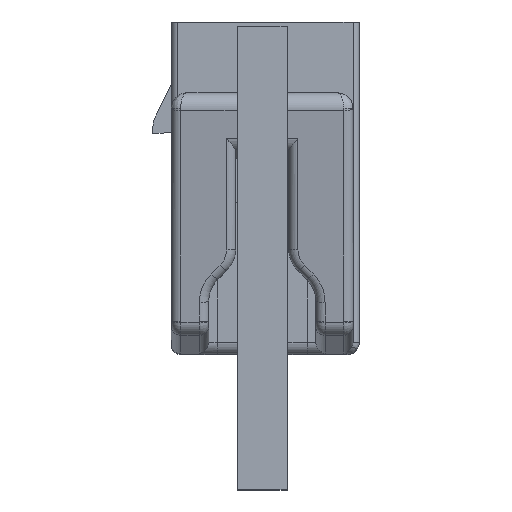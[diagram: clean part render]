
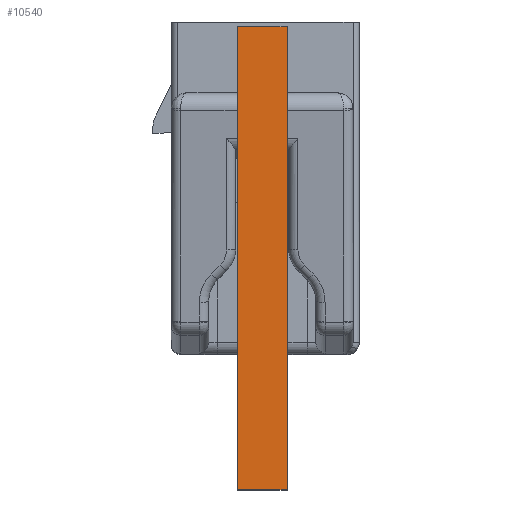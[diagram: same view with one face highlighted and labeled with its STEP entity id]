
A CAD part, left-side view. The second image highlights one B-rep face of the part: STEP entity #10540.
In plain terms, the highlighted planar face has unit normal (-1, 0, 0).
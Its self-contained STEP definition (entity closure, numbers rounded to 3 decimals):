
#884 = CARTESIAN_POINT ( 'NONE',  ( -5.67, 0., -4.35 ) ) ;
#905 = DIRECTION ( 'NONE',  ( 0., 0., 1. ) ) ;
#1167 = LINE ( 'NONE', #13768, #16004 ) ;
#1566 = EDGE_CURVE ( 'NONE', #6213, #12351, #12697, .T. ) ;
#1693 = DIRECTION ( 'NONE',  ( 1., 0., 0. ) ) ;
#2002 = CARTESIAN_POINT ( 'NONE',  ( -5.67, 0., -4.35 ) ) ;
#2299 = DIRECTION ( 'NONE',  ( 0., 0., 1. ) ) ;
#2557 = CARTESIAN_POINT ( 'NONE',  ( -5.67, 0., -4.35 ) ) ;
#3152 = ORIENTED_EDGE ( 'NONE', *, *, #16233, .T. ) ;
#3876 = CARTESIAN_POINT ( 'NONE',  ( -5.67, -1.6, -4.35 ) ) ;
#4167 = CARTESIAN_POINT ( 'NONE',  ( -5.67, 0., 10.55 ) ) ;
#4176 = VERTEX_POINT ( 'NONE', #11895 ) ;
#5944 = ORIENTED_EDGE ( 'NONE', *, *, #1566, .T. ) ;
#6213 = VERTEX_POINT ( 'NONE', #2002 ) ;
#6581 = EDGE_LOOP ( 'NONE', ( #3152, #14048, #11239, #5944 ) ) ;
#8833 = VECTOR ( 'NONE', #14258, 1000. ) ;
#10134 = VECTOR ( 'NONE', #905, 1000. ) ;
#10154 = PLANE ( 'NONE',  #15923 ) ;
#10278 = CARTESIAN_POINT ( 'NONE',  ( -5.67, 0., -4.35 ) ) ;
#10540 = ADVANCED_FACE ( 'NONE', ( #17332 ), #10154, .F. ) ;
#10988 = DIRECTION ( 'NONE',  ( 0., -1., 0. ) ) ;
#11239 = ORIENTED_EDGE ( 'NONE', *, *, #16733, .F. ) ;
#11743 = DIRECTION ( 'NONE',  ( 0., 0., -1. ) ) ;
#11895 = CARTESIAN_POINT ( 'NONE',  ( -5.67, -1.6, 10.55 ) ) ;
#12351 = VERTEX_POINT ( 'NONE', #3876 ) ;
#12697 = LINE ( 'NONE', #2557, #8833 ) ;
#13768 = CARTESIAN_POINT ( 'NONE',  ( -5.67, 0., 10.55 ) ) ;
#14048 = ORIENTED_EDGE ( 'NONE', *, *, #16254, .F. ) ;
#14258 = DIRECTION ( 'NONE',  ( 0., -1., 0. ) ) ;
#14382 = VECTOR ( 'NONE', #2299, 1000. ) ;
#15899 = VERTEX_POINT ( 'NONE', #4167 ) ;
#15923 = AXIS2_PLACEMENT_3D ( 'NONE', #10278, #1693, #11743 ) ;
#16004 = VECTOR ( 'NONE', #10988, 1000. ) ;
#16233 = EDGE_CURVE ( 'NONE', #12351, #4176, #17779, .T. ) ;
#16254 = EDGE_CURVE ( 'NONE', #15899, #4176, #1167, .T. ) ;
#16733 = EDGE_CURVE ( 'NONE', #6213, #15899, #18158, .T. ) ;
#17332 = FACE_OUTER_BOUND ( 'NONE', #6581, .T. ) ;
#17779 = LINE ( 'NONE', #18060, #10134 ) ;
#18060 = CARTESIAN_POINT ( 'NONE',  ( -5.67, -1.6, -4.35 ) ) ;
#18158 = LINE ( 'NONE', #884, #14382 ) ;
